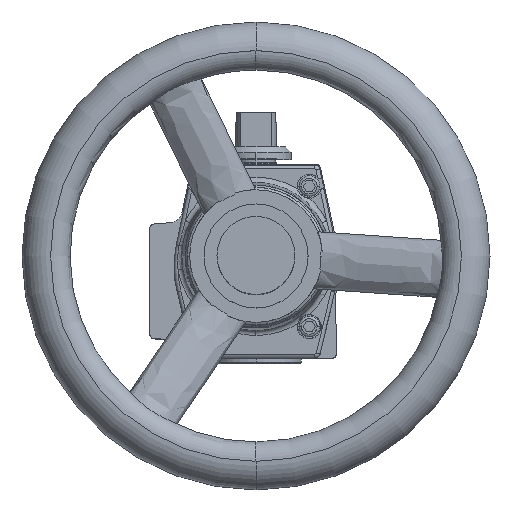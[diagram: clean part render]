
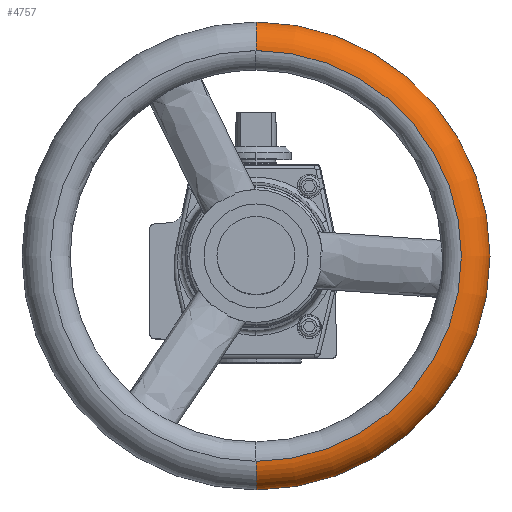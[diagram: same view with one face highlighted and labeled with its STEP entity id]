
A CAD part, top view. The second image highlights one B-rep face of the part: STEP entity #4757.
In plain terms, the highlighted toroidal (fillet/blend) face has major radius 79 mm and minor radius 11 mm.
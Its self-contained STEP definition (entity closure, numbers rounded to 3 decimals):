
#386 = DIRECTION ( 'NONE',  ( 0., 0., 1. ) ) ;
#692 = CARTESIAN_POINT ( 'NONE',  ( -66.726, -26.264, 97.148 ) ) ;
#706 = DIRECTION ( 'NONE',  ( -1., 0., 0. ) ) ;
#1942 = ORIENTED_EDGE ( 'NONE', *, *, #18613, .F. ) ;
#1988 = CIRCLE ( 'NONE', #11946, 79. ) ;
#2228 = CARTESIAN_POINT ( 'NONE',  ( -145.726, -26.264, 119.148 ) ) ;
#2374 = DIRECTION ( 'NONE',  ( 0., 0., 1. ) ) ;
#2958 = VERTEX_POINT ( 'NONE', #9519 ) ;
#3047 = AXIS2_PLACEMENT_3D ( 'NONE', #2228, #10560, #19525 ) ;
#3063 = VERTEX_POINT ( 'NONE', #11627 ) ;
#3106 = DIRECTION ( 'NONE',  ( 0., 0., -1. ) ) ;
#3789 = CARTESIAN_POINT ( 'NONE',  ( -145.726, 52.736, 108.148 ) ) ;
#4137 = DIRECTION ( 'NONE',  ( 1., 0., 0. ) ) ;
#4757 = ADVANCED_FACE ( 'NONE', ( #4858 ), #10577, .T. ) ;
#4812 = CARTESIAN_POINT ( 'NONE',  ( -145.726, -105.264, 108.148 ) ) ;
#4858 = FACE_OUTER_BOUND ( 'NONE', #15456, .T. ) ;
#4866 = CIRCLE ( 'NONE', #10708, 79. ) ;
#5002 = AXIS2_PLACEMENT_3D ( 'NONE', #3789, #6184, #3106 ) ;
#6025 = EDGE_CURVE ( 'NONE', #14874, #16826, #16965, .T. ) ;
#6075 = DIRECTION ( 'NONE',  ( 0., 0., -1. ) ) ;
#6184 = DIRECTION ( 'NONE',  ( 1., 0., 0. ) ) ;
#6232 = CARTESIAN_POINT ( 'NONE',  ( -66.726, -26.264, 119.148 ) ) ;
#6564 = DIRECTION ( 'NONE',  ( 0., 0., 1. ) ) ;
#7267 = EDGE_CURVE ( 'NONE', #17315, #17447, #1988, .T. ) ;
#7271 = CARTESIAN_POINT ( 'NONE',  ( -145.726, 52.736, 97.148 ) ) ;
#7504 = CARTESIAN_POINT ( 'NONE',  ( -145.726, -105.264, 119.148 ) ) ;
#7629 = DIRECTION ( 'NONE',  ( 0., -1., 0. ) ) ;
#7678 = ORIENTED_EDGE ( 'NONE', *, *, #11872, .T. ) ;
#8356 = DIRECTION ( 'NONE',  ( 1., 0., 0. ) ) ;
#8590 = CARTESIAN_POINT ( 'NONE',  ( -145.726, -26.264, 119.148 ) ) ;
#8745 = AXIS2_PLACEMENT_3D ( 'NONE', #18017, #386, #7629 ) ;
#9168 = CIRCLE ( 'NONE', #3047, 79. ) ;
#9519 = CARTESIAN_POINT ( 'NONE',  ( -145.726, -105.264, 97.148 ) ) ;
#9770 = ORIENTED_EDGE ( 'NONE', *, *, #6025, .T. ) ;
#10286 = DIRECTION ( 'NONE',  ( 1., 0., 0. ) ) ;
#10560 = DIRECTION ( 'NONE',  ( 0., 0., -1. ) ) ;
#10577 = TOROIDAL_SURFACE ( 'NONE', #8745, 79., 11. ) ;
#10708 = AXIS2_PLACEMENT_3D ( 'NONE', #14898, #6564, #8356 ) ;
#11627 = CARTESIAN_POINT ( 'NONE',  ( -145.726, 52.736, 119.148 ) ) ;
#11634 = ORIENTED_EDGE ( 'NONE', *, *, #17335, .T. ) ;
#11780 = AXIS2_PLACEMENT_3D ( 'NONE', #4812, #706, #2374 ) ;
#11872 = EDGE_CURVE ( 'NONE', #3063, #14874, #9168, .T. ) ;
#11946 = AXIS2_PLACEMENT_3D ( 'NONE', #21104, #20036, #4137 ) ;
#12300 = EDGE_CURVE ( 'NONE', #2958, #17315, #4866, .T. ) ;
#12316 = ORIENTED_EDGE ( 'NONE', *, *, #12300, .T. ) ;
#12797 = AXIS2_PLACEMENT_3D ( 'NONE', #8590, #6075, #10286 ) ;
#12995 = CIRCLE ( 'NONE', #5002, 11. ) ;
#14072 = ORIENTED_EDGE ( 'NONE', *, *, #7267, .T. ) ;
#14874 = VERTEX_POINT ( 'NONE', #6232 ) ;
#14898 = CARTESIAN_POINT ( 'NONE',  ( -145.726, -26.264, 97.148 ) ) ;
#15456 = EDGE_LOOP ( 'NONE', ( #12316, #14072, #11634, #7678, #9770, #1942 ) ) ;
#16826 = VERTEX_POINT ( 'NONE', #7504 ) ;
#16965 = CIRCLE ( 'NONE', #12797, 79. ) ;
#17315 = VERTEX_POINT ( 'NONE', #692 ) ;
#17335 = EDGE_CURVE ( 'NONE', #17447, #3063, #12995, .T. ) ;
#17447 = VERTEX_POINT ( 'NONE', #7271 ) ;
#18017 = CARTESIAN_POINT ( 'NONE',  ( -145.726, -26.264, 108.148 ) ) ;
#18228 = CIRCLE ( 'NONE', #11780, 11. ) ;
#18613 = EDGE_CURVE ( 'NONE', #2958, #16826, #18228, .T. ) ;
#19525 = DIRECTION ( 'NONE',  ( 1., 0., 0. ) ) ;
#20036 = DIRECTION ( 'NONE',  ( 0., 0., 1. ) ) ;
#21104 = CARTESIAN_POINT ( 'NONE',  ( -145.726, -26.264, 97.148 ) ) ;
